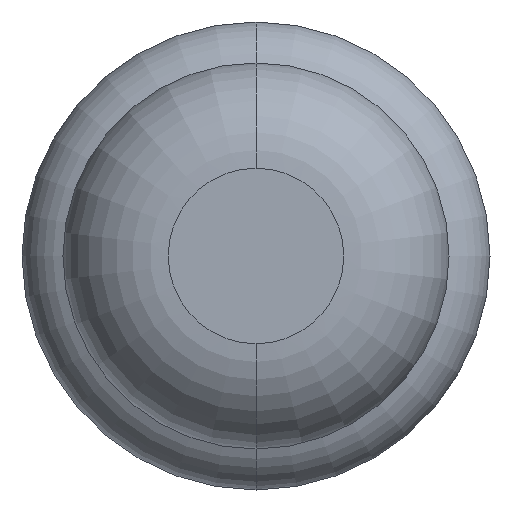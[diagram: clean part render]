
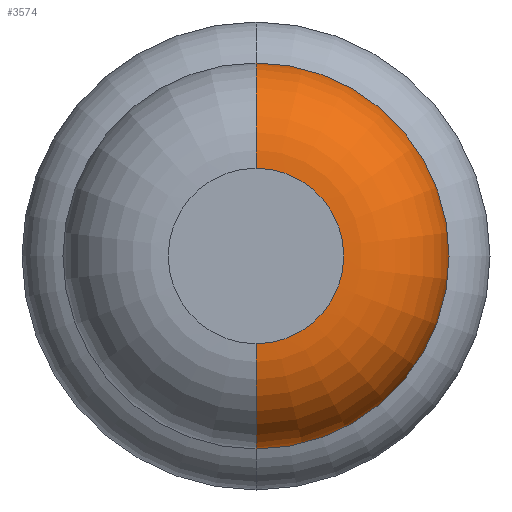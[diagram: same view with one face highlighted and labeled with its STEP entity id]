
A CAD part, front view. The second image highlights one B-rep face of the part: STEP entity #3574.
In plain terms, the highlighted toroidal (fillet/blend) face has major radius 0.375 mm and minor radius 0.45 mm.
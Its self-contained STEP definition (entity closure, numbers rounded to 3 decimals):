
#23 = CARTESIAN_POINT ( 'NONE',  ( 0., -30.4, 0.375 ) ) ;
#55 = ORIENTED_EDGE ( 'NONE', *, *, #2189, .F. ) ;
#375 = CIRCLE ( 'NONE', #561, 0.825 ) ;
#561 = AXIS2_PLACEMENT_3D ( 'NONE', #3452, #1711, #2550 ) ;
#578 = EDGE_LOOP ( 'NONE', ( #3075, #724, #55, #1390 ) ) ;
#585 = AXIS2_PLACEMENT_3D ( 'NONE', #3063, #1368, #3329 ) ;
#718 = AXIS2_PLACEMENT_3D ( 'NONE', #2269, #2573, #1668 ) ;
#724 = ORIENTED_EDGE ( 'NONE', *, *, #1430, .T. ) ;
#889 = AXIS2_PLACEMENT_3D ( 'NONE', #1488, #2912, #1764 ) ;
#914 = VERTEX_POINT ( 'NONE', #3510 ) ;
#941 = CARTESIAN_POINT ( 'NONE',  ( 0., -29.95, 0.375 ) ) ;
#958 = DIRECTION ( 'NONE',  ( 0., 0., 1. ) ) ;
#964 = CIRCLE ( 'NONE', #889, 0.45 ) ;
#1037 = FACE_OUTER_BOUND ( 'NONE', #578, .T. ) ;
#1054 = VERTEX_POINT ( 'NONE', #1808 ) ;
#1313 = CIRCLE ( 'NONE', #585, 0.375 ) ;
#1368 = DIRECTION ( 'NONE',  ( 0., 1., 0. ) ) ;
#1390 = ORIENTED_EDGE ( 'NONE', *, *, #1866, .F. ) ;
#1417 = AXIS2_PLACEMENT_3D ( 'NONE', #941, #2350, #958 ) ;
#1430 = EDGE_CURVE ( 'NONE', #2663, #914, #964, .T. ) ;
#1444 = TOROIDAL_SURFACE ( 'NONE', #718, 0.375, 0.45 ) ;
#1488 = CARTESIAN_POINT ( 'NONE',  ( 0., -29.95, -0.375 ) ) ;
#1551 = EDGE_CURVE ( 'Defeature ausgef�hrt1_6+Defeature ausgef�hrt1_5+Defeature ausgef�hrt1_5+Defeature ausgef�hrt1_5', #3142, #2663, #1313, .T. ) ;
#1614 = CARTESIAN_POINT ( 'NONE',  ( 0., -30.4, -0.375 ) ) ;
#1668 = DIRECTION ( 'NONE',  ( 0., 0., 1. ) ) ;
#1711 = DIRECTION ( 'NONE',  ( 0., 1., 0. ) ) ;
#1764 = DIRECTION ( 'NONE',  ( 0., 0., -1. ) ) ;
#1808 = CARTESIAN_POINT ( 'NONE',  ( 0., -29.95, 0.825 ) ) ;
#1866 = EDGE_CURVE ( 'NONE', #3142, #1054, #2481, .T. ) ;
#2189 = EDGE_CURVE ( 'Defeature ausgef�hrt1_7+Defeature ausgef�hrt1_6+Defeature ausgef�hrt1_6+Defeature ausgef�hrt1_6', #1054, #914, #375, .T. ) ;
#2269 = CARTESIAN_POINT ( 'NONE',  ( 0., -29.95, 0. ) ) ;
#2350 = DIRECTION ( 'NONE',  ( -1., 0., 0. ) ) ;
#2481 = CIRCLE ( 'NONE', #1417, 0.45 ) ;
#2550 = DIRECTION ( 'NONE',  ( 0., 0., 1. ) ) ;
#2573 = DIRECTION ( 'NONE',  ( 0., 1., 0. ) ) ;
#2663 = VERTEX_POINT ( 'NONE', #1614 ) ;
#2912 = DIRECTION ( 'NONE',  ( 1., 0., 0. ) ) ;
#3063 = CARTESIAN_POINT ( 'NONE',  ( 0., -30.4, 0. ) ) ;
#3075 = ORIENTED_EDGE ( 'NONE', *, *, #1551, .T. ) ;
#3142 = VERTEX_POINT ( 'NONE', #23 ) ;
#3329 = DIRECTION ( 'NONE',  ( 0., 0., 1. ) ) ;
#3452 = CARTESIAN_POINT ( 'NONE',  ( 0., -29.95, 0. ) ) ;
#3510 = CARTESIAN_POINT ( 'NONE',  ( 0., -29.95, -0.825 ) ) ;
#3574 = ADVANCED_FACE ( 'Defeature ausgef�hrt1_6', ( #1037 ), #1444, .T. ) ;
